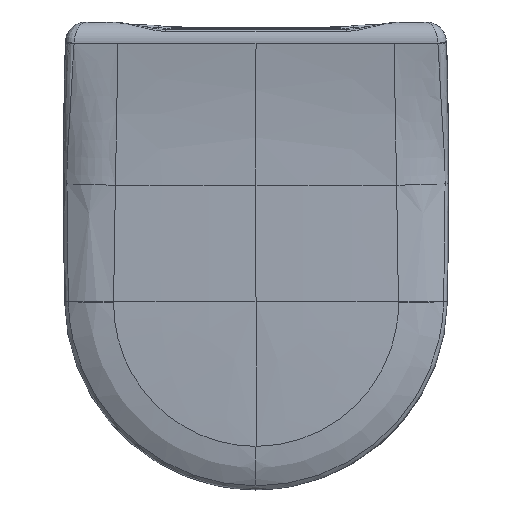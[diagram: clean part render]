
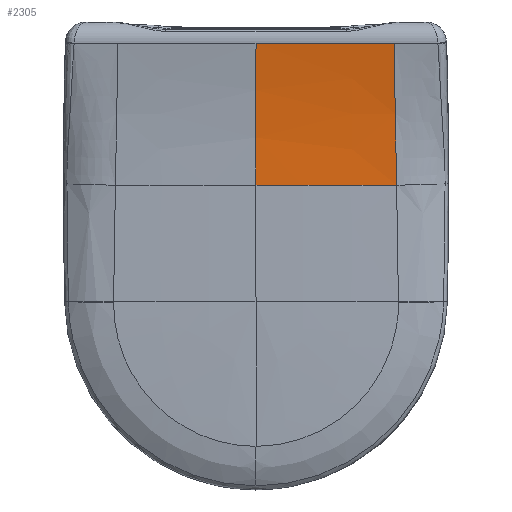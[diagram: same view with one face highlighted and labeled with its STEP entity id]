
A CAD part, top view. The second image highlights one B-rep face of the part: STEP entity #2305.
In plain terms, the highlighted free-form (B-spline) face has degree [3, 3] with [5, 11] control points.
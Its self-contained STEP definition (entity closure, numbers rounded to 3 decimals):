
#432=B_SPLINE_SURFACE_WITH_KNOTS('',3,3,((#59615,#59616,#59617,#59618,#59619,
#59620,#59621,#59622,#59623,#59624,#59625),(#59626,#59627,#59628,#59629,
#59630,#59631,#59632,#59633,#59634,#59635,#59636),(#59637,#59638,#59639,
#59640,#59641,#59642,#59643,#59644,#59645,#59646,#59647),(#59648,#59649,
#59650,#59651,#59652,#59653,#59654,#59655,#59656,#59657,#59658),(#59659,
#59660,#59661,#59662,#59663,#59664,#59665,#59666,#59667,#59668,#59669)),
 .UNSPECIFIED.,.F.,.F.,.F.,(4,1,4),(4,1,1,1,1,1,1,1,4),(0.,0.681,
1.),(0.,0.125,0.25,0.375,0.5,0.625,0.75,0.875,1.),.UNSPECIFIED.);
#653=LINE('',#58833,#829);
#829=VECTOR('',#10276,1.);
#1361=B_SPLINE_CURVE_WITH_KNOTS('',3,(#49978,#49979,#49980,#49981,#49982,
#49983,#49984,#49985,#49986,#49987,#49988,#49989,#49990,#49991,#49992,#49993),
 .UNSPECIFIED.,.F.,.F.,(4,2,2,2,1,1,2,2,4),(0.,0.25,0.375,0.437,
0.469,0.484,0.492,0.5,1.),.UNSPECIFIED.);
#2305=ADVANCED_FACE('',(#2898),#432,.F.);
#2898=FACE_OUTER_BOUND('',#3452,.T.);
#3452=EDGE_LOOP('',(#5641,#5642,#5643,#5644));
#5641=ORIENTED_EDGE('',*,*,#8066,.T.);
#5642=ORIENTED_EDGE('',*,*,#7918,.T.);
#5643=ORIENTED_EDGE('',*,*,#8053,.T.);
#5644=ORIENTED_EDGE('',*,*,#8070,.T.);
#6744=VERTEX_POINT('',#47856);
#6787=VERTEX_POINT('',#49977);
#6866=VERTEX_POINT('',#58832);
#6875=VERTEX_POINT('',#59377);
#7918=EDGE_CURVE('',#6744,#6787,#1361,.T.);
#8053=EDGE_CURVE('',#6787,#6866,#653,.T.);
#8066=EDGE_CURVE('',#6875,#6744,#8585,.T.);
#8070=EDGE_CURVE('',#6866,#6875,#8586,.T.);
#8585=CIRCLE('',#9129,3644.561);
#8586=CIRCLE('',#9130,900.322);
#9129=AXIS2_PLACEMENT_3D('',#59376,#10297,#10298);
#9130=AXIS2_PLACEMENT_3D('',#59614,#10300,#10301);
#10276=DIRECTION('',(-1.,0.,0.));
#10297=DIRECTION('',(0.,1.,0.));
#10298=DIRECTION('',(0.,0.,1.));
#10300=DIRECTION('',(-1.,0.,0.));
#10301=DIRECTION('',(0.,0.171,-0.985));
#47856=CARTESIAN_POINT('',(136.587,-143.,9.606));
#49977=CARTESIAN_POINT('',(134.147,-5.072,25.236));
#49978=CARTESIAN_POINT('',(136.587,-143.,9.606));
#49979=CARTESIAN_POINT('',(136.347,-131.992,9.808));
#49980=CARTESIAN_POINT('',(136.118,-120.705,10.361));
#49981=CARTESIAN_POINT('',(135.785,-103.387,11.675));
#49982=CARTESIAN_POINT('',(135.676,-97.55,12.193));
#49983=CARTESIAN_POINT('',(135.516,-88.697,13.084));
#49984=CARTESIAN_POINT('',(135.463,-85.73,13.399));
#49985=CARTESIAN_POINT('',(135.384,-81.256,13.9));
#49986=CARTESIAN_POINT('',(135.344,-79.013,14.157));
#49987=CARTESIAN_POINT('',(135.299,-76.386,14.468));
#49988=CARTESIAN_POINT('',(135.279,-75.257,14.604));
#49989=CARTESIAN_POINT('',(135.266,-74.505,14.695));
#49990=CARTESIAN_POINT('',(135.259,-74.086,14.746));
#49991=CARTESIAN_POINT('',(134.884,-52.322,17.409));
#49992=CARTESIAN_POINT('',(134.525,-29.436,21.016));
#49993=CARTESIAN_POINT('',(134.147,-5.072,25.236));
#58832=CARTESIAN_POINT('',(0.,-5.072,25.236));
#58833=CARTESIAN_POINT('',(67.074,-5.072,25.236));
#59376=CARTESIAN_POINT('',(0.,-143.,-3632.394));
#59377=CARTESIAN_POINT('',(0.,-143.,12.167));
#59614=CARTESIAN_POINT('',(0.,-158.713,912.351));
#59615=CARTESIAN_POINT('',(0.,-5.072,25.236));
#59616=CARTESIAN_POINT('',(0.,-10.765,24.25));
#59617=CARTESIAN_POINT('',(0.,-22.172,22.387));
#59618=CARTESIAN_POINT('',(0.,-39.332,19.923));
#59619=CARTESIAN_POINT('',(0.,-56.536,17.79));
#59620=CARTESIAN_POINT('',(0.,-73.779,15.989));
#59621=CARTESIAN_POINT('',(0.,-91.053,14.52));
#59622=CARTESIAN_POINT('',(0.,-108.352,13.383));
#59623=CARTESIAN_POINT('',(0.,-125.669,12.581));
#59624=CARTESIAN_POINT('',(0.,-137.222,12.268));
#59625=CARTESIAN_POINT('',(0.,-143.,12.167));
#59626=CARTESIAN_POINT('',(30.993,-5.072,25.236));
#59627=CARTESIAN_POINT('',(31.01,-10.764,24.25));
#59628=CARTESIAN_POINT('',(31.04,-22.167,22.388));
#59629=CARTESIAN_POINT('',(31.08,-39.325,19.924));
#59630=CARTESIAN_POINT('',(31.113,-56.527,17.791));
#59631=CARTESIAN_POINT('',(31.139,-73.767,15.99));
#59632=CARTESIAN_POINT('',(31.159,-91.039,14.521));
#59633=CARTESIAN_POINT('',(31.173,-108.339,13.384));
#59634=CARTESIAN_POINT('',(31.18,-125.661,12.581));
#59635=CARTESIAN_POINT('',(31.18,-137.219,12.268));
#59636=CARTESIAN_POINT('',(31.178,-143.,12.167));
#59637=CARTESIAN_POINT('',(76.534,-5.072,25.236));
#59638=CARTESIAN_POINT('',(76.574,-10.765,24.25));
#59639=CARTESIAN_POINT('',(76.651,-22.17,22.369));
#59640=CARTESIAN_POINT('',(76.749,-39.323,19.837));
#59641=CARTESIAN_POINT('',(76.832,-56.517,17.608));
#59642=CARTESIAN_POINT('',(76.899,-73.749,15.697));
#59643=CARTESIAN_POINT('',(76.949,-91.016,14.118));
#59644=CARTESIAN_POINT('',(76.982,-108.317,12.885));
#59645=CARTESIAN_POINT('',(76.997,-125.646,12.012));
#59646=CARTESIAN_POINT('',(76.995,-137.214,11.68));
#59647=CARTESIAN_POINT('',(76.991,-143.,11.579));
#59648=CARTESIAN_POINT('',(122.074,-5.072,25.236));
#59649=CARTESIAN_POINT('',(122.138,-10.772,24.249));
#59650=CARTESIAN_POINT('',(122.258,-22.183,22.321));
#59651=CARTESIAN_POINT('',(122.412,-39.331,19.62));
#59652=CARTESIAN_POINT('',(122.541,-56.512,17.154));
#59653=CARTESIAN_POINT('',(122.644,-73.731,14.972));
#59654=CARTESIAN_POINT('',(122.721,-90.99,13.121));
#59655=CARTESIAN_POINT('',(122.771,-108.29,11.65));
#59656=CARTESIAN_POINT('',(122.793,-125.629,10.606));
#59657=CARTESIAN_POINT('',(122.789,-137.208,10.228));
#59658=CARTESIAN_POINT('',(122.782,-143.,10.127));
#59659=CARTESIAN_POINT('',(136.622,-5.072,25.236));
#59660=CARTESIAN_POINT('',(136.693,-10.775,24.248));
#59661=CARTESIAN_POINT('',(136.826,-22.189,22.303));
#59662=CARTESIAN_POINT('',(136.997,-39.335,19.537));
#59663=CARTESIAN_POINT('',(137.14,-56.511,16.982));
#59664=CARTESIAN_POINT('',(137.254,-73.725,14.697));
#59665=CARTESIAN_POINT('',(137.339,-90.981,12.743));
#59666=CARTESIAN_POINT('',(137.394,-108.281,11.18));
#59667=CARTESIAN_POINT('',(137.418,-125.623,10.072));
#59668=CARTESIAN_POINT('',(137.414,-137.206,9.677));
#59669=CARTESIAN_POINT('',(137.406,-143.,9.576));
